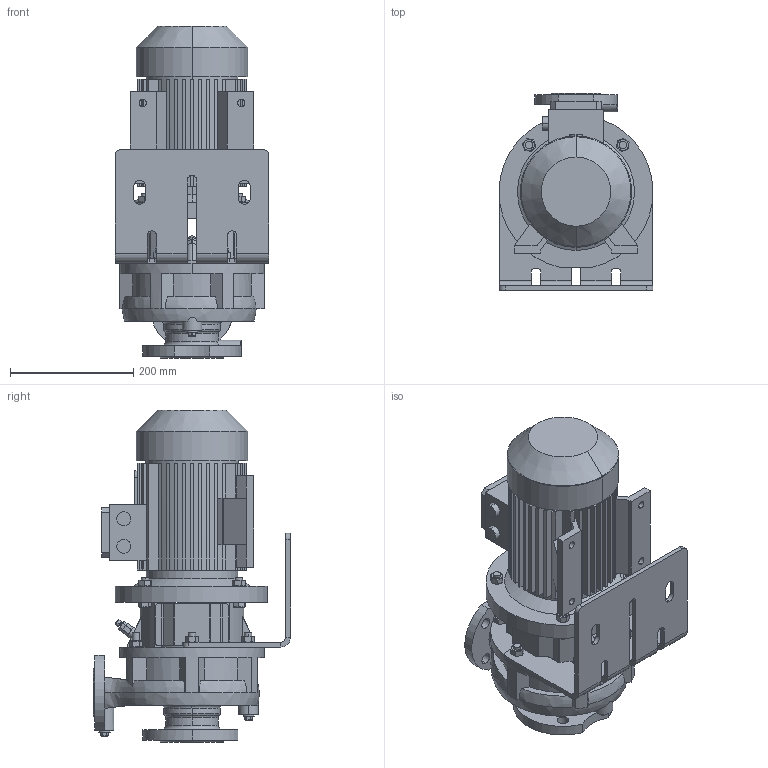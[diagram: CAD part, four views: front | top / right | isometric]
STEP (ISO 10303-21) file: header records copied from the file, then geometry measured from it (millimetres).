
FILE_DESCRIPTION (( 'STEP AP214' ), '1' );
FILE_NAME ('ﾌﾓ-311-200-ﾌ2-311-203-03-10.step', '2025-04-07T07:30:43', ( 'adb' ), ( '' ), 'SwSTEP 2.0', 'SolidWorks 2016', '' );
FILE_SCHEMA (( 'AUTOMOTIVE_DESIGN' ));
Length unit declared in the file: millimetre
Products named in the file (1): ﾌﾓ-311-200-ﾌ2-311-203-03-10
Bounding box: 250 x 320 x 539 mm (x, y, z)
Volume: 11502300 mm3; surface area: 1243135.5 mm2
Topology: 8 solids, 17 shells, 1061 faces, 2802 edges, 1816 vertices
Faces by surface type: plane 577, cylinder 367, cone 85, bspline 27, torus 5
Entity records: 52277 total; most frequent: CARTESIAN_POINT 14068, ORIENTED_EDGE 5600, DIRECTION 5426, EDGE_CURVE 2800, AXIS2_PLACEMENT_3D 1951, VERTEX_POINT 1816, LINE 1524, VECTOR 1524
